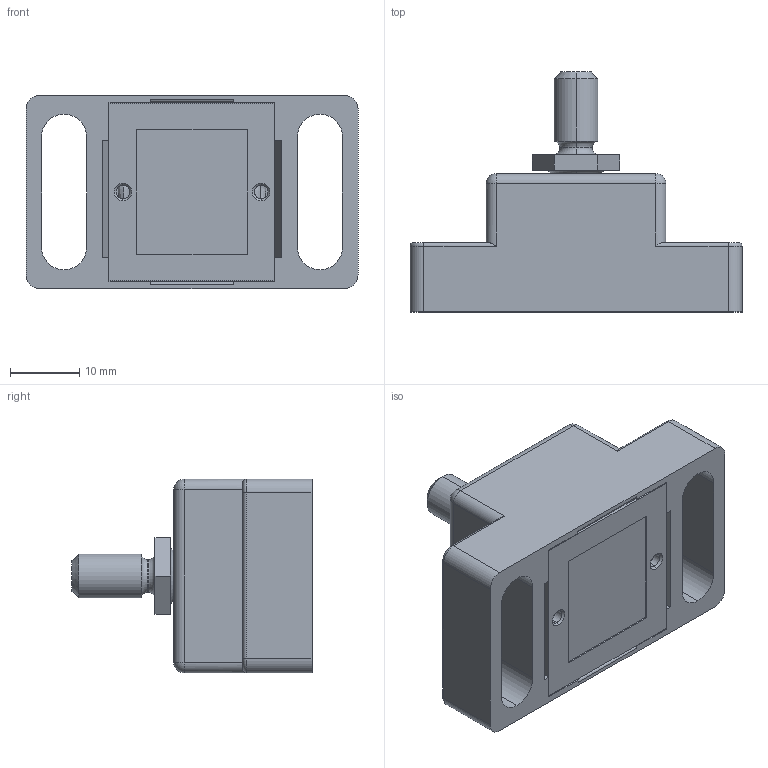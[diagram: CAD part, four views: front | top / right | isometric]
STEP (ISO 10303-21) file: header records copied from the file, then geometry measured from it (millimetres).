
FILE_DESCRIPTION(('STEP AP214'),'1');
FILE_NAME('fath_093045s03.stp','2017-08-30T08:50:44',('TraceParts'),('TraceParts S.A.'),'Spatial InterOp 3D',' ',' ');
FILE_SCHEMA(('automotive_design'));
Length unit declared in the file: millimetre
Products named in the file (7): fath_093045s03_1; fath_093045s03_2; fath_093045s03_3; fath_093045s03_4; fath_093045s03_5; fath_093045s03_6; fath_093045s03_7
Bounding box: 48 x 34.7 x 28 mm (x, y, z)
Volume: 12912.1 mm3; surface area: 12355.1 mm2
Topology: 7 solids, 7 shells, 476 faces, 1156 edges, 673 vertices
Faces by surface type: cylinder 168, plane 159, torus 73, sphere 39, bspline 25, cone 12
Entity records: 21149 total; most frequent: CARTESIAN_POINT 6171, DIRECTION 2428, ORIENTED_EDGE 2252, EDGE_CURVE 1126, AXIS2_PLACEMENT_3D 930, VERTEX_POINT 673, LINE 568, VECTOR 568
